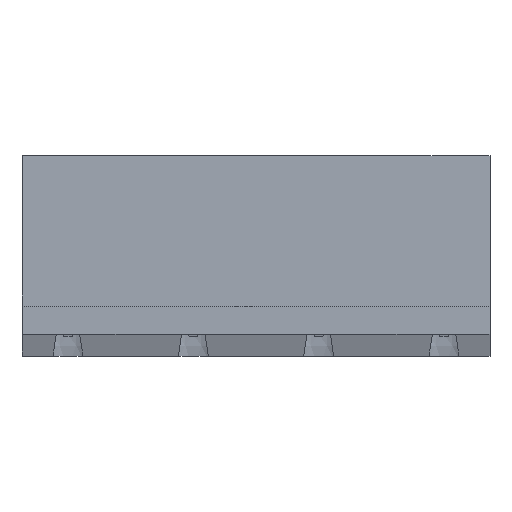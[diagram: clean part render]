
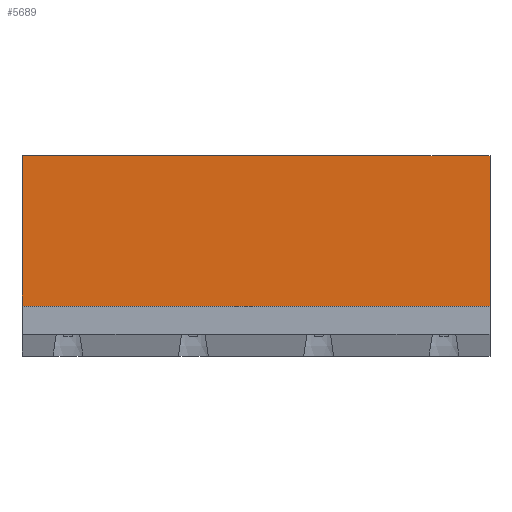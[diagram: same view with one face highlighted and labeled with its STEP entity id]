
A CAD part, top view. The second image highlights one B-rep face of the part: STEP entity #5689.
In plain terms, the highlighted planar face has unit normal (0, 0, 1).
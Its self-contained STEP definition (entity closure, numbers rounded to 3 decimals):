
#24=DIRECTION('',(0.,1.,0.));
#25=VECTOR('',#24,9.);
#26=CARTESIAN_POINT('',(0.,3.,3.9));
#27=LINE('',#26,#25);
#224=DIRECTION('',(0.,1.,0.));
#225=VECTOR('',#224,9.);
#226=CARTESIAN_POINT('',(28.,3.,3.9));
#227=LINE('',#226,#225);
#784=DIRECTION('',(1.,0.,0.));
#785=VECTOR('',#784,28.);
#786=CARTESIAN_POINT('',(0.,12.,3.9));
#787=LINE('',#786,#785);
#788=DIRECTION('',(-1.,0.,0.));
#789=VECTOR('',#788,28.);
#790=CARTESIAN_POINT('',(28.,3.,3.9));
#791=LINE('',#790,#789);
#3846=CARTESIAN_POINT('',(0.,12.,3.9));
#3847=VERTEX_POINT('',#3846);
#3858=CARTESIAN_POINT('',(0.,3.,3.9));
#3859=VERTEX_POINT('',#3858);
#4468=CARTESIAN_POINT('',(28.,12.,3.9));
#4469=VERTEX_POINT('',#4468);
#4480=CARTESIAN_POINT('',(28.,3.,3.9));
#4481=VERTEX_POINT('',#4480);
#5677=CARTESIAN_POINT('',(28.,3.,3.9));
#5678=DIRECTION('',(0.,0.,-1.));
#5679=DIRECTION('',(0.,1.,0.));
#5680=AXIS2_PLACEMENT_3D('',#5677,#5678,#5679);
#5681=PLANE('',#5680);
#5683=ORIENTED_EDGE('',*,*,#5682,.T.);
#5684=ORIENTED_EDGE('',*,*,#4952,.F.);
#5685=ORIENTED_EDGE('',*,*,#5669,.T.);
#5686=ORIENTED_EDGE('',*,*,#4731,.T.);
#5687=EDGE_LOOP('',(#5683,#5684,#5685,#5686));
#5688=FACE_OUTER_BOUND('',#5687,.F.);
#5689=ADVANCED_FACE('',(#5688),#5681,.F.);
#4731=EDGE_CURVE('',#3859,#3847,#27,.T.);
#4952=EDGE_CURVE('',#4481,#4469,#227,.T.);
#5669=EDGE_CURVE('',#4481,#3859,#791,.T.);
#5682=EDGE_CURVE('',#3847,#4469,#787,.T.);
